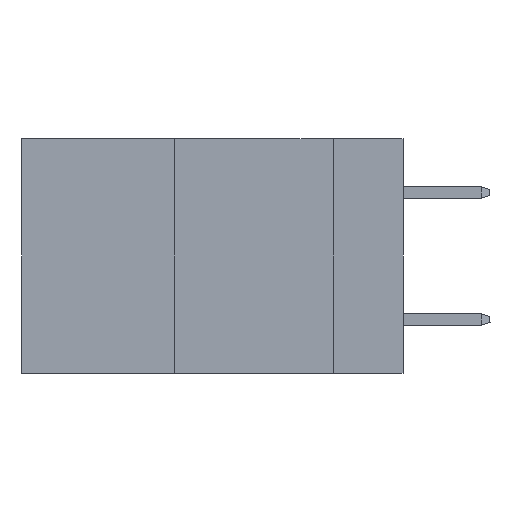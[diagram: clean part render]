
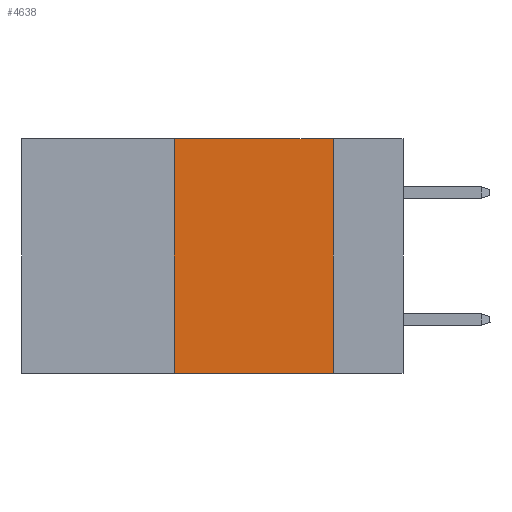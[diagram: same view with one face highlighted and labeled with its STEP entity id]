
A CAD part, left-side view. The second image highlights one B-rep face of the part: STEP entity #4638.
In plain terms, the highlighted planar face has unit normal (-1, 0, 0).
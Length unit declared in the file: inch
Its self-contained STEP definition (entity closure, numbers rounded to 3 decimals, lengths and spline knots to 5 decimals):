
#466 = DIRECTION ( 'NONE',  ( 0., 0., 1. ) ) ;
#2053 = ORIENTED_EDGE ( 'NONE', *, *, #2756, .T. ) ;
#2756 = EDGE_CURVE ( 'NONE', #14764, #19035, #12119, .T. ) ;
#3057 = CARTESIAN_POINT ( 'NONE',  ( 0., 0.36, -0.37 ) ) ;
#3062 = VECTOR ( 'NONE', #16065, 39.37008 ) ;
#3229 = DIRECTION ( 'NONE',  ( 0., 0., -1. ) ) ;
#4089 = DIRECTION ( 'NONE',  ( 0., -1., 0. ) ) ;
#4456 = EDGE_CURVE ( 'NONE', #22306, #13330, #23834, .T. ) ;
#4638 = ADVANCED_FACE ( 'NONE', ( #23137 ), #17090, .F. ) ;
#5763 = CARTESIAN_POINT ( 'NONE',  ( 0., 0.6, 0. ) ) ;
#8158 = VECTOR ( 'NONE', #12626, 39.37008 ) ;
#8750 = LINE ( 'NONE', #18670, #24823 ) ;
#9772 = CARTESIAN_POINT ( 'NONE',  ( 0., 0.6, 0. ) ) ;
#10332 = EDGE_CURVE ( 'NONE', #14764, #22306, #8750, .T. ) ;
#10988 = ORIENTED_EDGE ( 'NONE', *, *, #10332, .F. ) ;
#11544 = ORIENTED_EDGE ( 'NONE', *, *, #4456, .F. ) ;
#12119 = LINE ( 'NONE', #22165, #23212 ) ;
#12351 = EDGE_LOOP ( 'NONE', ( #21919, #11544, #10988, #2053 ) ) ;
#12626 = DIRECTION ( 'NONE',  ( 0., 0., -1. ) ) ;
#13330 = VERTEX_POINT ( 'NONE', #25083 ) ;
#14764 = VERTEX_POINT ( 'NONE', #3057 ) ;
#16065 = DIRECTION ( 'NONE',  ( 0., -1., 0. ) ) ;
#17090 = PLANE ( 'NONE',  #17323 ) ;
#17323 = AXIS2_PLACEMENT_3D ( 'NONE', #9772, #21040, #3229 ) ;
#18579 = CARTESIAN_POINT ( 'NONE',  ( 0., 0.11, 0. ) ) ;
#18670 = CARTESIAN_POINT ( 'NONE',  ( 0., 0.36, 0. ) ) ;
#19035 = VERTEX_POINT ( 'NONE', #21681 ) ;
#21040 = DIRECTION ( 'NONE',  ( 1., 0., 0. ) ) ;
#21064 = LINE ( 'NONE', #18579, #8158 ) ;
#21615 = CARTESIAN_POINT ( 'NONE',  ( 0., 0.36, 0. ) ) ;
#21681 = CARTESIAN_POINT ( 'NONE',  ( 0., 0.11, -0.37 ) ) ;
#21919 = ORIENTED_EDGE ( 'NONE', *, *, #23999, .F. ) ;
#22165 = CARTESIAN_POINT ( 'NONE',  ( 0., 0.6, -0.37 ) ) ;
#22306 = VERTEX_POINT ( 'NONE', #21615 ) ;
#23137 = FACE_OUTER_BOUND ( 'NONE', #12351, .T. ) ;
#23212 = VECTOR ( 'NONE', #4089, 39.37008 ) ;
#23834 = LINE ( 'NONE', #5763, #3062 ) ;
#23999 = EDGE_CURVE ( 'NONE', #13330, #19035, #21064, .T. ) ;
#24823 = VECTOR ( 'NONE', #466, 39.37008 ) ;
#25083 = CARTESIAN_POINT ( 'NONE',  ( 0., 0.11, 0. ) ) ;
